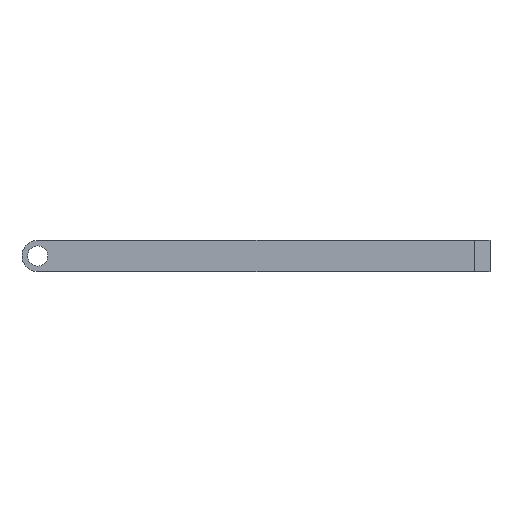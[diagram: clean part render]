
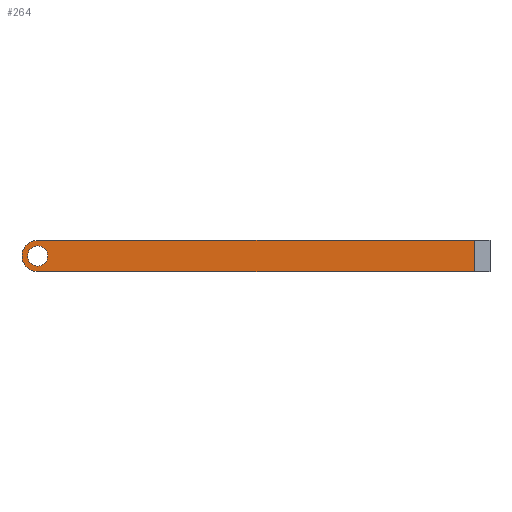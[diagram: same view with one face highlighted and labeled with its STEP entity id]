
A CAD part, left-side view. The second image highlights one B-rep face of the part: STEP entity #264.
In plain terms, the highlighted planar face has unit normal (-1, 0, 0).
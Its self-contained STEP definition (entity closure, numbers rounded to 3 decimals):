
#157 = CARTESIAN_POINT ( 'NONE',  ( -15., -14., 2. ) ) ;
#162 = EDGE_CURVE ( 'NONE', #1947, #1612, #351, .T. ) ;
#174 = EDGE_CURVE ( 'NONE', #1612, #1627, #1796, .T. ) ;
#181 = CARTESIAN_POINT ( 'NONE',  ( -15., 14., 1. ) ) ;
#228 = ORIENTED_EDGE ( 'NONE', *, *, #1858, .F. ) ;
#242 = FACE_OUTER_BOUND ( 'NONE', #1232, .T. ) ;
#264 = ADVANCED_FACE ( 'NONE', ( #1188, #242 ), #1833, .F. ) ;
#273 = LINE ( 'NONE', #907, #417 ) ;
#284 = DIRECTION ( 'NONE',  ( -1., 0., 0. ) ) ;
#351 = CIRCLE ( 'NONE', #449, 1. ) ;
#396 = EDGE_CURVE ( 'NONE', #1627, #892, #273, .T. ) ;
#410 = ORIENTED_EDGE ( 'NONE', *, *, #1551, .T. ) ;
#413 = ORIENTED_EDGE ( 'NONE', *, *, #435, .F. ) ;
#417 = VECTOR ( 'NONE', #606, 1000. ) ;
#435 = EDGE_CURVE ( 'NONE', #1947, #1085, #2025, .T. ) ;
#440 = DIRECTION ( 'NONE',  ( 0., -1., 0. ) ) ;
#441 = CARTESIAN_POINT ( 'NONE',  ( -15., 14., 1.65 ) ) ;
#449 = AXIS2_PLACEMENT_3D ( 'NONE', #1436, #812, #500 ) ;
#494 = ORIENTED_EDGE ( 'NONE', *, *, #396, .T. ) ;
#500 = DIRECTION ( 'NONE',  ( 0., 0., -1. ) ) ;
#504 = CARTESIAN_POINT ( 'NONE',  ( -15., 14., 1. ) ) ;
#566 = ORIENTED_EDGE ( 'NONE', *, *, #162, .T. ) ;
#572 = ORIENTED_EDGE ( 'NONE', *, *, #1707, .F. ) ;
#582 = VECTOR ( 'NONE', #440, 1000. ) ;
#606 = DIRECTION ( 'NONE',  ( 0., -1., 0. ) ) ;
#617 = AXIS2_PLACEMENT_3D ( 'NONE', #181, #1570, #2036 ) ;
#623 = AXIS2_PLACEMENT_3D ( 'NONE', #2019, #284, #1856 ) ;
#657 = DIRECTION ( 'NONE',  ( 0., 0., -1. ) ) ;
#716 = CARTESIAN_POINT ( 'NONE',  ( -15., 15., 1. ) ) ;
#812 = DIRECTION ( 'NONE',  ( -1., 0., 0. ) ) ;
#892 = VERTEX_POINT ( 'NONE', #1239 ) ;
#895 = CARTESIAN_POINT ( 'NONE',  ( -15., -15., 2. ) ) ;
#907 = CARTESIAN_POINT ( 'NONE',  ( -15., -15., 0. ) ) ;
#987 = VERTEX_POINT ( 'NONE', #1016 ) ;
#1016 = CARTESIAN_POINT ( 'NONE',  ( -15., 14., 0.35 ) ) ;
#1085 = VERTEX_POINT ( 'NONE', #1800 ) ;
#1120 = CARTESIAN_POINT ( 'NONE',  ( -15., 14., 2. ) ) ;
#1188 = FACE_BOUND ( 'NONE', #1959, .T. ) ;
#1232 = EDGE_LOOP ( 'NONE', ( #494, #410, #413, #566, #1537 ) ) ;
#1239 = CARTESIAN_POINT ( 'NONE',  ( -15., -14., 0. ) ) ;
#1283 = AXIS2_PLACEMENT_3D ( 'NONE', #895, #1845, #1448 ) ;
#1295 = DIRECTION ( 'NONE',  ( -1., 0., 0. ) ) ;
#1341 = CARTESIAN_POINT ( 'NONE',  ( -15., 14., 0. ) ) ;
#1413 = DIRECTION ( 'NONE',  ( 0., 0., 1. ) ) ;
#1436 = CARTESIAN_POINT ( 'NONE',  ( -15., 14., 1. ) ) ;
#1448 = DIRECTION ( 'NONE',  ( 0., 0., -1. ) ) ;
#1475 = CIRCLE ( 'NONE', #623, 0.65 ) ;
#1537 = ORIENTED_EDGE ( 'NONE', *, *, #174, .T. ) ;
#1541 = CARTESIAN_POINT ( 'NONE',  ( -15., -15., 2. ) ) ;
#1551 = EDGE_CURVE ( 'NONE', #892, #1085, #1577, .T. ) ;
#1570 = DIRECTION ( 'NONE',  ( -1., 0., 0. ) ) ;
#1577 = LINE ( 'NONE', #157, #1964 ) ;
#1612 = VERTEX_POINT ( 'NONE', #716 ) ;
#1627 = VERTEX_POINT ( 'NONE', #1341 ) ;
#1707 = EDGE_CURVE ( 'NONE', #987, #1782, #1475, .T. ) ;
#1782 = VERTEX_POINT ( 'NONE', #441 ) ;
#1796 = CIRCLE ( 'NONE', #617, 1. ) ;
#1800 = CARTESIAN_POINT ( 'NONE',  ( -15., -14., 2. ) ) ;
#1833 = PLANE ( 'NONE',  #1283 ) ;
#1845 = DIRECTION ( 'NONE',  ( 1., 0., 0. ) ) ;
#1856 = DIRECTION ( 'NONE',  ( 0., 0., -1. ) ) ;
#1858 = EDGE_CURVE ( 'NONE', #1782, #987, #1957, .T. ) ;
#1889 = AXIS2_PLACEMENT_3D ( 'NONE', #504, #1295, #657 ) ;
#1947 = VERTEX_POINT ( 'NONE', #1120 ) ;
#1957 = CIRCLE ( 'NONE', #1889, 0.65 ) ;
#1959 = EDGE_LOOP ( 'NONE', ( #228, #572 ) ) ;
#1964 = VECTOR ( 'NONE', #1413, 1000. ) ;
#2019 = CARTESIAN_POINT ( 'NONE',  ( -15., 14., 1. ) ) ;
#2025 = LINE ( 'NONE', #1541, #582 ) ;
#2036 = DIRECTION ( 'NONE',  ( 0., 0., -1. ) ) ;
